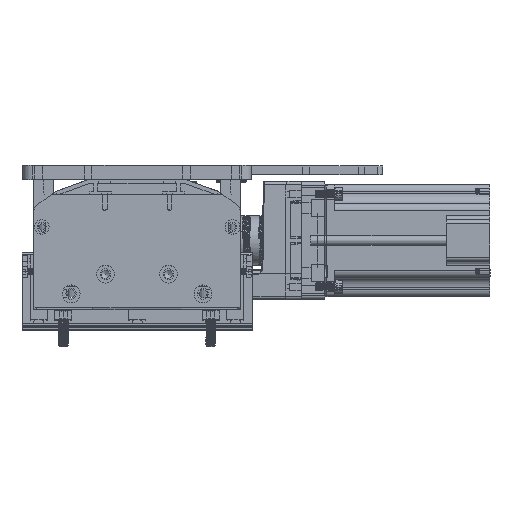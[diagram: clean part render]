
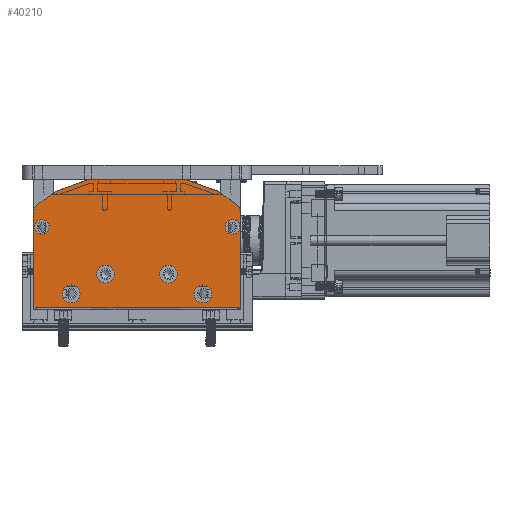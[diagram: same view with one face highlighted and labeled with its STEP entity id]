
A CAD part, top view. The second image highlights one B-rep face of the part: STEP entity #40210.
In plain terms, the highlighted face is planar.
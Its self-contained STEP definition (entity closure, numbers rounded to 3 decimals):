
#2031=FACE_BOUND('',#7534,.T.);
#2032=FACE_BOUND('',#7535,.T.);
#2033=FACE_BOUND('',#7536,.T.);
#2034=FACE_BOUND('',#7537,.T.);
#2035=FACE_BOUND('',#7538,.T.);
#2036=FACE_BOUND('',#7539,.T.);
#2992=PLANE('',#44126);
#5016=FACE_OUTER_BOUND('',#7533,.T.);
#7533=EDGE_LOOP('',(#36317,#36318,#36319,#36320,#36321,#36322,#36323,#36324,
#36325,#36326,#36327,#36328));
#7534=EDGE_LOOP('',(#36329));
#7535=EDGE_LOOP('',(#36330));
#7536=EDGE_LOOP('',(#36331));
#7537=EDGE_LOOP('',(#36332));
#7538=EDGE_LOOP('',(#36333));
#7539=EDGE_LOOP('',(#36334));
#10776=LINE('',#87897,#14027);
#10779=LINE('',#87903,#14030);
#10782=LINE('',#87909,#14033);
#10783=LINE('',#87913,#14034);
#10787=LINE('',#87920,#14038);
#10790=LINE('',#87926,#14041);
#10792=LINE('',#87931,#14043);
#10793=LINE('',#87933,#14044);
#10794=LINE('',#87935,#14045);
#10795=LINE('',#87936,#14046);
#14027=VECTOR('',#54431,1000.);
#14030=VECTOR('',#54436,1000.);
#14033=VECTOR('',#54441,1000.);
#14034=VECTOR('',#54444,1000.);
#14038=VECTOR('',#54450,1000.);
#14041=VECTOR('',#54455,1000.);
#14043=VECTOR('',#54461,1000.);
#14044=VECTOR('',#54462,1000.);
#14045=VECTOR('',#54465,1000.);
#14046=VECTOR('',#54466,1000.);
#15797=CIRCLE('',#44083,3.75);
#15801=CIRCLE('',#44089,3.75);
#15805=CIRCLE('',#44095,4.5);
#15809=CIRCLE('',#44101,4.5);
#15813=CIRCLE('',#44107,4.5);
#15817=CIRCLE('',#44113,4.5);
#15822=CIRCLE('',#44127,5.);
#15823=CIRCLE('',#44128,5.);
#19424=VERTEX_POINT('',#87799);
#19428=VERTEX_POINT('',#87811);
#19432=VERTEX_POINT('',#87823);
#19436=VERTEX_POINT('',#87835);
#19440=VERTEX_POINT('',#87847);
#19444=VERTEX_POINT('',#87859);
#19457=VERTEX_POINT('',#87890);
#19460=VERTEX_POINT('',#87895);
#19462=VERTEX_POINT('',#87901);
#19464=VERTEX_POINT('',#87907);
#19465=VERTEX_POINT('',#87911);
#19466=VERTEX_POINT('',#87912);
#19467=VERTEX_POINT('',#87917);
#19468=VERTEX_POINT('',#87919);
#19469=VERTEX_POINT('',#87923);
#19470=VERTEX_POINT('',#87925);
#19471=VERTEX_POINT('',#87929);
#19472=VERTEX_POINT('',#87932);
#25095=EDGE_CURVE('',#19424,#19424,#15797,.T.);
#25101=EDGE_CURVE('',#19428,#19428,#15801,.T.);
#25107=EDGE_CURVE('',#19432,#19432,#15805,.T.);
#25113=EDGE_CURVE('',#19436,#19436,#15809,.T.);
#25119=EDGE_CURVE('',#19440,#19440,#15813,.T.);
#25125=EDGE_CURVE('',#19444,#19444,#15817,.T.);
#25142=EDGE_CURVE('',#19457,#19460,#10776,.T.);
#25145=EDGE_CURVE('',#19460,#19462,#10779,.T.);
#25148=EDGE_CURVE('',#19462,#19464,#10782,.T.);
#25149=EDGE_CURVE('',#19465,#19466,#10783,.T.);
#25153=EDGE_CURVE('',#19468,#19467,#10787,.T.);
#25156=EDGE_CURVE('',#19470,#19469,#10790,.T.);
#25158=EDGE_CURVE('',#19469,#19471,#15822,.T.);
#25159=EDGE_CURVE('',#19457,#19471,#10792,.T.);
#25160=EDGE_CURVE('',#19472,#19464,#10793,.T.);
#25161=EDGE_CURVE('',#19472,#19465,#15823,.T.);
#25162=EDGE_CURVE('',#19466,#19468,#10794,.T.);
#25163=EDGE_CURVE('',#19467,#19470,#10795,.T.);
#36317=ORIENTED_EDGE('',*,*,#25156,.T.);
#36318=ORIENTED_EDGE('',*,*,#25158,.T.);
#36319=ORIENTED_EDGE('',*,*,#25159,.F.);
#36320=ORIENTED_EDGE('',*,*,#25142,.T.);
#36321=ORIENTED_EDGE('',*,*,#25145,.T.);
#36322=ORIENTED_EDGE('',*,*,#25148,.T.);
#36323=ORIENTED_EDGE('',*,*,#25160,.F.);
#36324=ORIENTED_EDGE('',*,*,#25161,.T.);
#36325=ORIENTED_EDGE('',*,*,#25149,.T.);
#36326=ORIENTED_EDGE('',*,*,#25162,.T.);
#36327=ORIENTED_EDGE('',*,*,#25153,.T.);
#36328=ORIENTED_EDGE('',*,*,#25163,.T.);
#36329=ORIENTED_EDGE('',*,*,#25095,.F.);
#36330=ORIENTED_EDGE('',*,*,#25101,.F.);
#36331=ORIENTED_EDGE('',*,*,#25107,.F.);
#36332=ORIENTED_EDGE('',*,*,#25113,.F.);
#36333=ORIENTED_EDGE('',*,*,#25119,.F.);
#36334=ORIENTED_EDGE('',*,*,#25125,.F.);
#40210=ADVANCED_FACE('',(#5016,#2031,#2032,#2033,#2034,#2035,#2036),#2992,
 .F.);
#44083=AXIS2_PLACEMENT_3D('',#87801,#54333,#54334);
#44089=AXIS2_PLACEMENT_3D('',#87813,#54347,#54348);
#44095=AXIS2_PLACEMENT_3D('',#87825,#54361,#54362);
#44101=AXIS2_PLACEMENT_3D('',#87837,#54375,#54376);
#44107=AXIS2_PLACEMENT_3D('',#87849,#54389,#54390);
#44113=AXIS2_PLACEMENT_3D('',#87861,#54403,#54404);
#44126=AXIS2_PLACEMENT_3D('',#87928,#54457,#54458);
#44127=AXIS2_PLACEMENT_3D('',#87930,#54459,#54460);
#44128=AXIS2_PLACEMENT_3D('',#87934,#54463,#54464);
#54333=DIRECTION('center_axis',(1.,0.,0.));
#54334=DIRECTION('ref_axis',(0.,0.,-1.));
#54347=DIRECTION('center_axis',(1.,0.,0.));
#54348=DIRECTION('ref_axis',(0.,0.,-1.));
#54361=DIRECTION('center_axis',(1.,0.,0.));
#54362=DIRECTION('ref_axis',(0.,0.,-1.));
#54375=DIRECTION('center_axis',(1.,0.,0.));
#54376=DIRECTION('ref_axis',(0.,0.,-1.));
#54389=DIRECTION('center_axis',(1.,0.,0.));
#54390=DIRECTION('ref_axis',(0.,0.,-1.));
#54403=DIRECTION('center_axis',(1.,0.,0.));
#54404=DIRECTION('ref_axis',(0.,0.,-1.));
#54431=DIRECTION('',(0.,0.342,0.94));
#54436=DIRECTION('',(0.,0.,1.));
#54441=DIRECTION('',(0.,-0.342,0.94));
#54444=DIRECTION('',(0.,-1.,0.));
#54450=DIRECTION('',(0.,0.,-1.));
#54455=DIRECTION('',(0.,1.,0.));
#54457=DIRECTION('center_axis',(-1.,0.,0.));
#54458=DIRECTION('ref_axis',(0.,0.,1.));
#54459=DIRECTION('center_axis',(1.,0.,0.));
#54460=DIRECTION('ref_axis',(0.,0.,1.));
#54461=DIRECTION('',(0.,-0.588,-0.809));
#54462=DIRECTION('',(0.,0.588,-0.809));
#54463=DIRECTION('center_axis',(1.,0.,0.));
#54464=DIRECTION('ref_axis',(0.,0.,1.));
#54465=DIRECTION('',(0.,-0.707,-0.707));
#54466=DIRECTION('',(0.,0.707,-0.707));
#87799=CARTESIAN_POINT('',(784.138,16.11,52.25));
#87801=CARTESIAN_POINT('Origin',(784.138,16.11,48.5));
#87811=CARTESIAN_POINT('',(784.138,16.11,-44.75));
#87813=CARTESIAN_POINT('Origin',(784.138,16.11,-48.5));
#87823=CARTESIAN_POINT('',(784.138,-17.89,38.));
#87825=CARTESIAN_POINT('Origin',(784.138,-17.89,33.5));
#87835=CARTESIAN_POINT('',(784.138,-17.89,-29.));
#87837=CARTESIAN_POINT('Origin',(784.138,-17.89,-33.5));
#87847=CARTESIAN_POINT('',(784.138,-7.89,20.5));
#87849=CARTESIAN_POINT('Origin',(784.138,-7.89,16.));
#87859=CARTESIAN_POINT('',(784.138,-7.89,-11.5));
#87861=CARTESIAN_POINT('Origin',(784.138,-7.89,-16.));
#87890=CARTESIAN_POINT('',(784.138,34.11,-41.5));
#87895=CARTESIAN_POINT('',(784.138,40.11,-25.));
#87897=CARTESIAN_POINT('',(784.138,40.11,-25.));
#87901=CARTESIAN_POINT('',(784.138,40.11,25.));
#87903=CARTESIAN_POINT('',(784.138,40.11,25.));
#87907=CARTESIAN_POINT('',(784.138,34.11,41.5));
#87909=CARTESIAN_POINT('',(784.138,40.11,25.));
#87911=CARTESIAN_POINT('',(784.138,23.564,52.5));
#87912=CARTESIAN_POINT('',(784.138,-23.89,52.5));
#87913=CARTESIAN_POINT('',(784.138,34.11,52.5));
#87917=CARTESIAN_POINT('',(784.138,-24.89,-51.5));
#87919=CARTESIAN_POINT('',(784.138,-24.89,51.5));
#87920=CARTESIAN_POINT('',(784.138,-24.89,52.5));
#87923=CARTESIAN_POINT('',(784.138,23.564,-52.5));
#87925=CARTESIAN_POINT('',(784.138,-23.89,-52.5));
#87926=CARTESIAN_POINT('',(784.138,34.11,-52.5));
#87928=CARTESIAN_POINT('Origin',(784.138,-24.89,0.));
#87929=CARTESIAN_POINT('',(784.138,27.608,-50.441));
#87930=CARTESIAN_POINT('Origin',(784.138,23.564,-47.5));
#87931=CARTESIAN_POINT('',(784.138,34.11,-41.5));
#87932=CARTESIAN_POINT('',(784.138,27.608,50.441));
#87933=CARTESIAN_POINT('',(784.138,34.11,41.5));
#87934=CARTESIAN_POINT('Origin',(784.138,23.564,47.5));
#87935=CARTESIAN_POINT('',(784.138,-24.89,51.5));
#87936=CARTESIAN_POINT('',(784.138,-23.89,-52.5));
